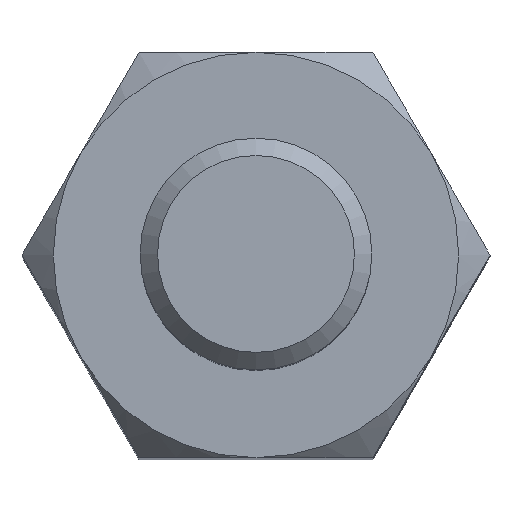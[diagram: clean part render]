
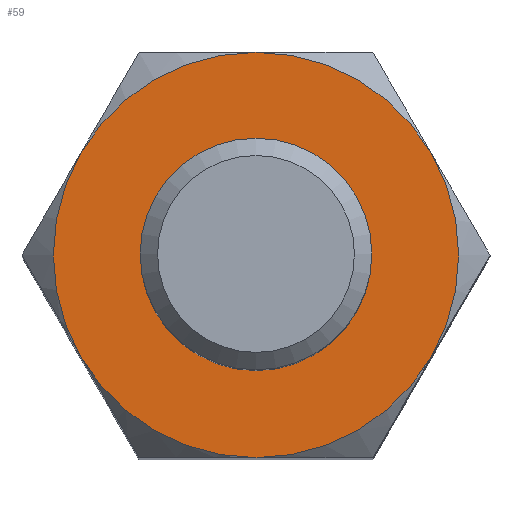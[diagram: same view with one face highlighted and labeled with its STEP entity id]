
A CAD part, top view. The second image highlights one B-rep face of the part: STEP entity #59.
In plain terms, the highlighted planar face has unit normal (0, 0, 1).
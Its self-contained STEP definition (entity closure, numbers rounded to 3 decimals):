
#59 = ADVANCED_FACE( '', ( #141, #142 ), #143, .T. );
#141 = FACE_BOUND( '', #253, .T. );
#142 = FACE_OUTER_BOUND( '', #254, .T. );
#143 = PLANE( '', #255 );
#253 = EDGE_LOOP( '', ( #368 ) );
#254 = EDGE_LOOP( '', ( #369, #370, #371, #372, #373, #374 ) );
#255 = AXIS2_PLACEMENT_3D( '', #375, #376, #377 );
#368 = ORIENTED_EDGE( '', *, *, #593, .T. );
#369 = ORIENTED_EDGE( '', *, *, #594, .F. );
#370 = ORIENTED_EDGE( '', *, *, #595, .F. );
#371 = ORIENTED_EDGE( '', *, *, #596, .F. );
#372 = ORIENTED_EDGE( '', *, *, #597, .T. );
#373 = ORIENTED_EDGE( '', *, *, #598, .F. );
#374 = ORIENTED_EDGE( '', *, *, #599, .F. );
#375 = CARTESIAN_POINT( '', ( 0., 0., 0. ) );
#376 = DIRECTION( '', ( 0., 0., 1. ) );
#377 = DIRECTION( '', ( 1., 0., 0. ) );
#593 = EDGE_CURVE( '', #686, #686, #687, .F. );
#594 = EDGE_CURVE( '', #688, #689, #690, .F. );
#595 = EDGE_CURVE( '', #678, #688, #691, .F. );
#596 = EDGE_CURVE( '', #692, #678, #693, .F. );
#597 = EDGE_CURVE( '', #692, #694, #695, .T. );
#598 = EDGE_CURVE( '', #696, #694, #697, .F. );
#599 = EDGE_CURVE( '', #689, #696, #698, .F. );
#678 = VERTEX_POINT( '', #805 );
#686 = VERTEX_POINT( '', #831 );
#687 = CIRCLE( '', #832, 1.85 );
#688 = VERTEX_POINT( '', #833 );
#689 = VERTEX_POINT( '', #834 );
#690 = CIRCLE( '', #835, 3.5 );
#691 = CIRCLE( '', #836, 3.5 );
#692 = VERTEX_POINT( '', #837 );
#693 = CIRCLE( '', #838, 3.5 );
#694 = VERTEX_POINT( '', #839 );
#695 = CIRCLE( '', #840, 3.5 );
#696 = VERTEX_POINT( '', #841 );
#697 = CIRCLE( '', #842, 3.5 );
#698 = CIRCLE( '', #843, 3.5 );
#805 = CARTESIAN_POINT( '', ( 3.031, 1.75, 0. ) );
#831 = CARTESIAN_POINT( '', ( 1.85, 0., 0. ) );
#832 = AXIS2_PLACEMENT_3D( '', #1071, #1072, #1073 );
#833 = CARTESIAN_POINT( '', ( 3.031, -1.75, 0. ) );
#834 = CARTESIAN_POINT( '', ( 0., -3.5, 0. ) );
#835 = AXIS2_PLACEMENT_3D( '', #1074, #1075, #1076 );
#836 = AXIS2_PLACEMENT_3D( '', #1077, #1078, #1079 );
#837 = CARTESIAN_POINT( '', ( 0., 3.5, 0. ) );
#838 = AXIS2_PLACEMENT_3D( '', #1080, #1081, #1082 );
#839 = CARTESIAN_POINT( '', ( -3.031, 1.75, 0. ) );
#840 = AXIS2_PLACEMENT_3D( '', #1083, #1084, #1085 );
#841 = CARTESIAN_POINT( '', ( -3.031, -1.75, 0. ) );
#842 = AXIS2_PLACEMENT_3D( '', #1086, #1087, #1088 );
#843 = AXIS2_PLACEMENT_3D( '', #1089, #1090, #1091 );
#1071 = CARTESIAN_POINT( '', ( 0., 0., 0. ) );
#1072 = DIRECTION( '', ( 0., 0., 1. ) );
#1073 = DIRECTION( '', ( 1., 0., 0. ) );
#1074 = CARTESIAN_POINT( '', ( 0., 0., 0. ) );
#1075 = DIRECTION( '', ( 0., 0., 1. ) );
#1076 = DIRECTION( '', ( 1., 0., 0. ) );
#1077 = CARTESIAN_POINT( '', ( 0., 0., 0. ) );
#1078 = DIRECTION( '', ( 0., 0., 1. ) );
#1079 = DIRECTION( '', ( 1., 0., 0. ) );
#1080 = CARTESIAN_POINT( '', ( 0., 0., 0. ) );
#1081 = DIRECTION( '', ( 0., 0., 1. ) );
#1082 = DIRECTION( '', ( 1., 0., 0. ) );
#1083 = CARTESIAN_POINT( '', ( 0., 0., 0. ) );
#1084 = DIRECTION( '', ( 0., 0., 1. ) );
#1085 = DIRECTION( '', ( 1., 0., 0. ) );
#1086 = CARTESIAN_POINT( '', ( 0., 0., 0. ) );
#1087 = DIRECTION( '', ( 0., 0., 1. ) );
#1088 = DIRECTION( '', ( 1., 0., 0. ) );
#1089 = CARTESIAN_POINT( '', ( 0., 0., 0. ) );
#1090 = DIRECTION( '', ( 0., 0., 1. ) );
#1091 = DIRECTION( '', ( 1., 0., 0. ) );
